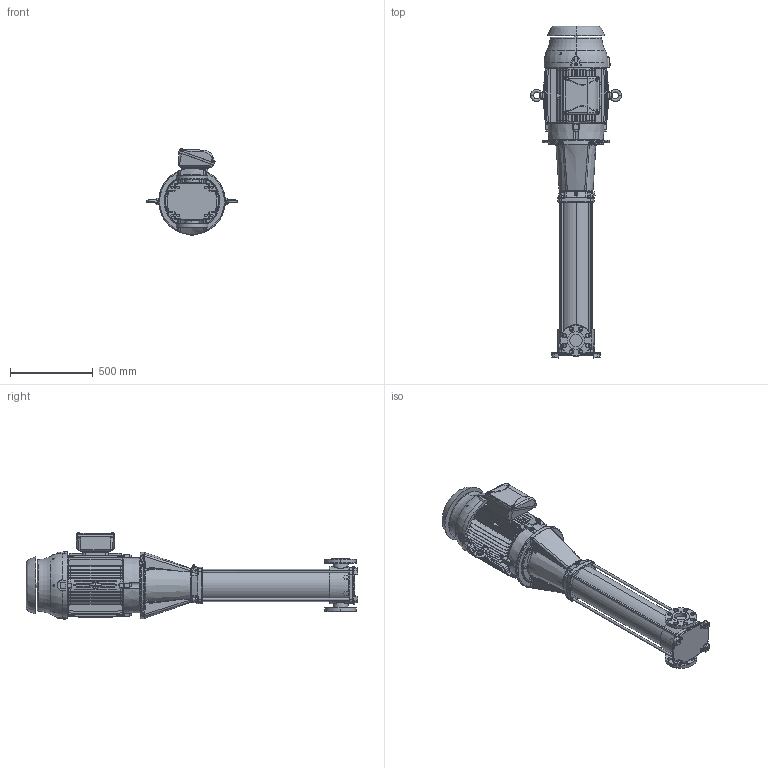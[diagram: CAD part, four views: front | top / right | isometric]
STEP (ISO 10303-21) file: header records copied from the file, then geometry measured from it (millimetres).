
FILE_DESCRIPTION (( 'STEP AP203' ), '1' );
FILE_NAME ('3303112 - MVI-160-11_2-40 HP-324TSC-304-E-230_460.step', '2022-03-30T18:59:03', ( '' ), ( '' ), 'SwSTEP 2.0', 'SolidWorks 2021', '' );
FILE_SCHEMA (( 'CONFIG_CONTROL_DESIGN' ));
Length unit declared in the file: inch
Products named in the file (5): TEFC MOTOR_2704072 - NEMA V2 40HP 324_6TSC 230_460~3 TEFC; 3304112 - MVI-160-11_2-40 HP-324TSC-304-E-S; MVI PEO - [304-EPDM]_3304112 - MVI-160-11_2-40 HP-324TSC-304-E-S; 2704072 - NEMA V2 40HP 324_6TSC 230_460~3 TEFC; 3303112 - MVI-160-11_2-40 HP-324TSC-304-E-230_460
Assembly tree (4 placements, depth 3):
  3303112 - MVI-160-11_2-40 HP-324TSC-304-E-230_460
    MVI PEO - [304-EPDM]_3304112 - MVI-160-11_2-40 HP-324TSC-304-E-S
      3304112 - MVI-160-11_2-40 HP-324TSC-304-E-S
    TEFC MOTOR_2704072 - NEMA V2 40HP 324_6TSC 230_460~3 TEFC
      2704072 - NEMA V2 40HP 324_6TSC 230_460~3 TEFC
Bounding box: 545.99 x 2000.6 x 525.98 mm (x, y, z)
Volume: 120515794.9 mm3; surface area: 3905604.4 mm2
Topology: 4 solids, 17 shells, 2829 faces, 7456 edges, 4742 vertices
Faces by surface type: cylinder 961, plane 923, bspline 400, cone 317, torus 202, sphere 26
Entity records: 126619 total; most frequent: CARTESIAN_POINT 59989, ORIENTED_EDGE 14772, DIRECTION 12690, EDGE_CURVE 7386, AXIS2_PLACEMENT_3D 5064, VERTEX_POINT 4738, EDGE_LOOP 3042, FACE_OUTER_BOUND 2827
